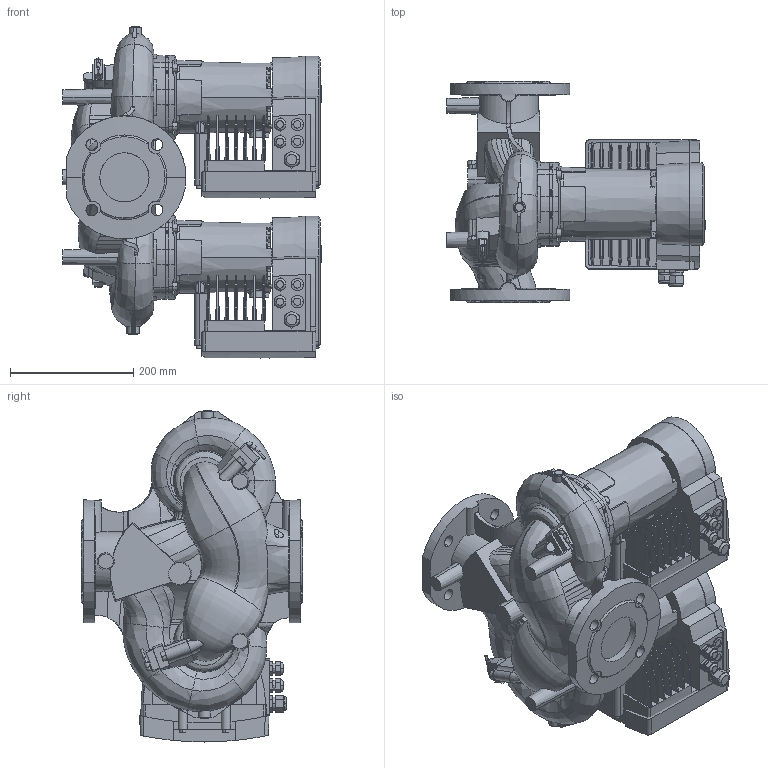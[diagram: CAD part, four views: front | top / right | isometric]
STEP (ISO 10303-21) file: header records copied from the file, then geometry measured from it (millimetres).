
FILE_DESCRIPTION (( 'STEP AP214' ), '1' );
FILE_NAME ('ModulA-D 80-8 360 RED.STEP', '2014-07-15T11:56:48', ( '' ), ( '' ), 'SwSTEP 2.0', 'SolidWorks 2011', '' );
FILE_SCHEMA (( 'AUTOMOTIVE_DESIGN' ));
Length unit declared in the file: millimetre
Products named in the file (1): ModulA-D 80-8 360 RED
Bounding box: 419.6 x 360 x 539.5 mm (x, y, z)
Volume: 23312876.1 mm3; surface area: 1871542.8 mm2
Topology: 23 solids, 24 shells, 2702 faces, 7228 edges, 4640 vertices
Faces by surface type: plane 975, bspline 827, cylinder 536, cone 280, torus 76, sphere 8
Entity records: 206478 total; most frequent: CARTESIAN_POINT 117226, ORIENTED_EDGE 14324, DIRECTION 9304, EDGE_CURVE 7162, VERTEX_POINT 4640, AXIS2_PLACEMENT_3D 3301, EDGE_LOOP 2866, UNCERTAINTY_MEASURE_WITH_UNIT 2727
